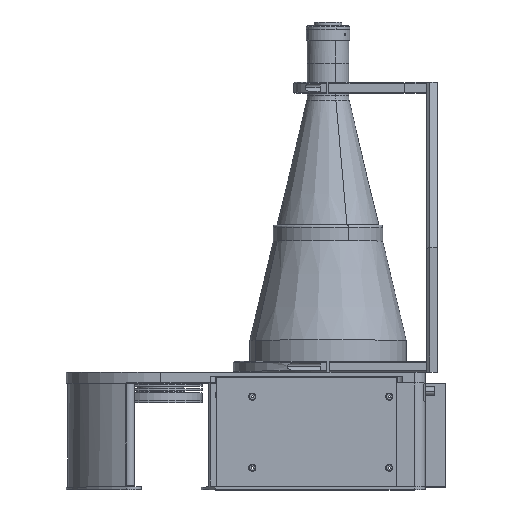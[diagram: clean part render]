
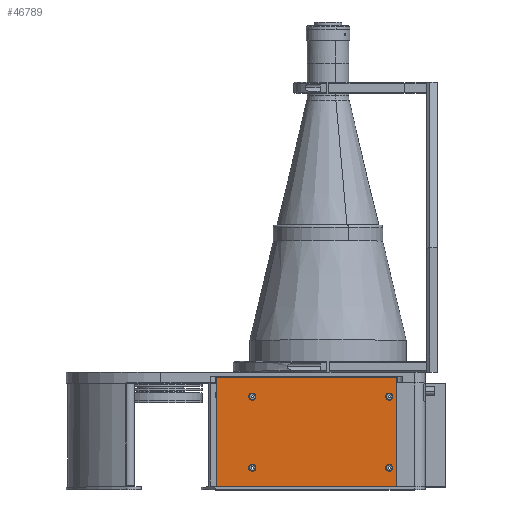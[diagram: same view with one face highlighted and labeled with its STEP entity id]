
A CAD part, top view. The second image highlights one B-rep face of the part: STEP entity #46789.
In plain terms, the highlighted planar face has unit normal (0, 0, 1).
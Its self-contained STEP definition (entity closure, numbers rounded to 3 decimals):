
#478 = EDGE_CURVE ( 'NONE', #24319, #44778, #3694, .T. ) ;
#1193 = VERTEX_POINT ( 'NONE', #50958 ) ;
#1344 = EDGE_CURVE ( 'NONE', #48553, #9141, #19332, .T. ) ;
#1819 = VERTEX_POINT ( 'NONE', #3647 ) ;
#2921 = CARTESIAN_POINT ( 'NONE',  ( -17.312, -161.769, 89.524 ) ) ;
#3647 = CARTESIAN_POINT ( 'NONE',  ( -17.312, -96.769, 89.524 ) ) ;
#3694 = LINE ( 'NONE', #10840, #45284 ) ;
#3724 = DIRECTION ( 'NONE',  ( 0., 0., 1. ) ) ;
#4098 = EDGE_LOOP ( 'NONE', ( #45923, #46764 ) ) ;
#4565 = AXIS2_PLACEMENT_3D ( 'NONE', #5075, #33230, #9146 ) ;
#5075 = CARTESIAN_POINT ( 'NONE',  ( -142.489, -165.019, 89.524 ) ) ;
#5321 = AXIS2_PLACEMENT_3D ( 'NONE', #6908, #35072, #10963 ) ;
#5433 = CIRCLE ( 'NONE', #50564, 3.25 ) ;
#5527 = VERTEX_POINT ( 'NONE', #26645 ) ;
#5689 = AXIS2_PLACEMENT_3D ( 'NONE', #38345, #14217, #42415 ) ;
#5895 = LINE ( 'NONE', #17009, #27288 ) ;
#6908 = CARTESIAN_POINT ( 'NONE',  ( -17.312, -100.019, 89.524 ) ) ;
#7195 = FACE_BOUND ( 'NONE', #51349, .T. ) ;
#7398 = DIRECTION ( 'NONE',  ( 0., -1., 0. ) ) ;
#8437 = ORIENTED_EDGE ( 'NONE', *, *, #1344, .F. ) ;
#9141 = VERTEX_POINT ( 'NONE', #2921 ) ;
#9146 = DIRECTION ( 'NONE',  ( 0., 1., 0. ) ) ;
#9202 = CARTESIAN_POINT ( 'NONE',  ( -175.489, -82.519, 89.524 ) ) ;
#9642 = CARTESIAN_POINT ( 'NONE',  ( -10.489, -182.519, 89.524 ) ) ;
#10229 = CARTESIAN_POINT ( 'NONE',  ( -142.489, -103.269, 89.524 ) ) ;
#10295 = AXIS2_PLACEMENT_3D ( 'NONE', #40847, #16685, #44868 ) ;
#10460 = CIRCLE ( 'NONE', #5689, 3.25 ) ;
#10840 = CARTESIAN_POINT ( 'NONE',  ( -10.489, -82.519, 89.524 ) ) ;
#10963 = DIRECTION ( 'NONE',  ( 0., 1., 0. ) ) ;
#11860 = VERTEX_POINT ( 'NONE', #15463 ) ;
#11942 = CIRCLE ( 'NONE', #5321, 3.25 ) ;
#12066 = CARTESIAN_POINT ( 'NONE',  ( -142.489, -100.019, 89.524 ) ) ;
#12938 = CIRCLE ( 'NONE', #34873, 3.25 ) ;
#13048 = EDGE_CURVE ( 'NONE', #1819, #37595, #5433, .T. ) ;
#13243 = DIRECTION ( 'NONE',  ( -1., 0., 0. ) ) ;
#14217 = DIRECTION ( 'NONE',  ( 0., 0., 1. ) ) ;
#14753 = AXIS2_PLACEMENT_3D ( 'NONE', #31905, #3724, #48085 ) ;
#15463 = CARTESIAN_POINT ( 'NONE',  ( -175.489, -82.519, 89.524 ) ) ;
#16079 = DIRECTION ( 'NONE',  ( 0., 1., 0. ) ) ;
#16451 = CARTESIAN_POINT ( 'NONE',  ( -10.489, -82.519, 89.524 ) ) ;
#16462 = EDGE_CURVE ( 'NONE', #1193, #50187, #32557, .T. ) ;
#16685 = DIRECTION ( 'NONE',  ( 0., 0., 1. ) ) ;
#17009 = CARTESIAN_POINT ( 'NONE',  ( -175.489, -182.519, 89.524 ) ) ;
#17880 = FACE_BOUND ( 'NONE', #29075, .T. ) ;
#18687 = CARTESIAN_POINT ( 'NONE',  ( -17.312, -100.019, 89.524 ) ) ;
#19332 = CIRCLE ( 'NONE', #14753, 3.25 ) ;
#19836 = EDGE_CURVE ( 'NONE', #11860, #5527, #26752, .T. ) ;
#19874 = DIRECTION ( 'NONE',  ( 0., 0., 1. ) ) ;
#21667 = EDGE_CURVE ( 'NONE', #9141, #48553, #10460, .T. ) ;
#22057 = AXIS2_PLACEMENT_3D ( 'NONE', #9202, #37355, #13243 ) ;
#22721 = EDGE_CURVE ( 'NONE', #47571, #27394, #44954, .T. ) ;
#22744 = DIRECTION ( 'NONE',  ( 0., 1., 0. ) ) ;
#23340 = ORIENTED_EDGE ( 'NONE', *, *, #23512, .T. ) ;
#23512 = EDGE_CURVE ( 'NONE', #24319, #11860, #31118, .T. ) ;
#24319 = VERTEX_POINT ( 'NONE', #16451 ) ;
#25512 = VECTOR ( 'NONE', #7398, 1000. ) ;
#25623 = ORIENTED_EDGE ( 'NONE', *, *, #478, .F. ) ;
#26645 = CARTESIAN_POINT ( 'NONE',  ( -175.489, -182.519, 89.524 ) ) ;
#26752 = LINE ( 'NONE', #35582, #25512 ) ;
#27288 = VECTOR ( 'NONE', #32158, 1000. ) ;
#27394 = VERTEX_POINT ( 'NONE', #10229 ) ;
#28526 = EDGE_CURVE ( 'NONE', #37595, #1819, #11942, .T. ) ;
#28595 = FACE_BOUND ( 'NONE', #4098, .T. ) ;
#29075 = EDGE_LOOP ( 'NONE', ( #51729, #8437 ) ) ;
#29426 = ORIENTED_EDGE ( 'NONE', *, *, #37652, .F. ) ;
#29824 = VECTOR ( 'NONE', #33436, 1000. ) ;
#30090 = AXIS2_PLACEMENT_3D ( 'NONE', #12066, #40255, #16079 ) ;
#30909 = DIRECTION ( 'NONE',  ( 0., -1., 0. ) ) ;
#31118 = LINE ( 'NONE', #41757, #29824 ) ;
#31589 = ORIENTED_EDGE ( 'NONE', *, *, #28526, .F. ) ;
#31662 = CARTESIAN_POINT ( 'NONE',  ( -17.312, -103.269, 89.524 ) ) ;
#31905 = CARTESIAN_POINT ( 'NONE',  ( -17.312, -165.019, 89.524 ) ) ;
#31936 = EDGE_LOOP ( 'NONE', ( #41496, #31589 ) ) ;
#32158 = DIRECTION ( 'NONE',  ( -1., 0., 0. ) ) ;
#32557 = CIRCLE ( 'NONE', #10295, 3.25 ) ;
#33230 = DIRECTION ( 'NONE',  ( 0., 0., 1. ) ) ;
#33436 = DIRECTION ( 'NONE',  ( -1., 0., 0. ) ) ;
#34873 = AXIS2_PLACEMENT_3D ( 'NONE', #43987, #19874, #48042 ) ;
#35072 = DIRECTION ( 'NONE',  ( 0., 0., 1. ) ) ;
#35582 = CARTESIAN_POINT ( 'NONE',  ( -175.489, -82.519, 89.524 ) ) ;
#37193 = PLANE ( 'NONE',  #22057 ) ;
#37355 = DIRECTION ( 'NONE',  ( 0., 0., 1. ) ) ;
#37595 = VERTEX_POINT ( 'NONE', #31662 ) ;
#37652 = EDGE_CURVE ( 'NONE', #44778, #5527, #5895, .T. ) ;
#38345 = CARTESIAN_POINT ( 'NONE',  ( -17.312, -165.019, 89.524 ) ) ;
#38410 = CARTESIAN_POINT ( 'NONE',  ( -17.312, -168.269, 89.524 ) ) ;
#39087 = ORIENTED_EDGE ( 'NONE', *, *, #16462, .F. ) ;
#40255 = DIRECTION ( 'NONE',  ( 0., 0., 1. ) ) ;
#40847 = CARTESIAN_POINT ( 'NONE',  ( -142.489, -165.019, 89.524 ) ) ;
#41468 = EDGE_CURVE ( 'NONE', #27394, #47571, #12938, .T. ) ;
#41496 = ORIENTED_EDGE ( 'NONE', *, *, #13048, .F. ) ;
#41757 = CARTESIAN_POINT ( 'NONE',  ( -175.489, -82.519, 89.524 ) ) ;
#42415 = DIRECTION ( 'NONE',  ( 0., 1., 0. ) ) ;
#43681 = EDGE_LOOP ( 'NONE', ( #48203, #29426, #25623, #23340 ) ) ;
#43987 = CARTESIAN_POINT ( 'NONE',  ( -142.489, -100.019, 89.524 ) ) ;
#44234 = CIRCLE ( 'NONE', #4565, 3.25 ) ;
#44778 = VERTEX_POINT ( 'NONE', #9642 ) ;
#44868 = DIRECTION ( 'NONE',  ( 0., 1., 0. ) ) ;
#44954 = CIRCLE ( 'NONE', #30090, 3.25 ) ;
#45284 = VECTOR ( 'NONE', #30909, 1000. ) ;
#45923 = ORIENTED_EDGE ( 'NONE', *, *, #22721, .F. ) ;
#46764 = ORIENTED_EDGE ( 'NONE', *, *, #41468, .F. ) ;
#46789 = ADVANCED_FACE ( 'NONE', ( #28595, #7195, #50033, #17880, #48773 ), #37193, .T. ) ;
#46812 = CARTESIAN_POINT ( 'NONE',  ( -142.489, -96.769, 89.524 ) ) ;
#46890 = DIRECTION ( 'NONE',  ( 0., 0., 1. ) ) ;
#47360 = EDGE_CURVE ( 'NONE', #50187, #1193, #44234, .T. ) ;
#47571 = VERTEX_POINT ( 'NONE', #46812 ) ;
#48042 = DIRECTION ( 'NONE',  ( 0., 1., 0. ) ) ;
#48085 = DIRECTION ( 'NONE',  ( 0., 1., 0. ) ) ;
#48203 = ORIENTED_EDGE ( 'NONE', *, *, #19836, .T. ) ;
#48553 = VERTEX_POINT ( 'NONE', #38410 ) ;
#48773 = FACE_OUTER_BOUND ( 'NONE', #43681, .T. ) ;
#50033 = FACE_BOUND ( 'NONE', #31936, .T. ) ;
#50187 = VERTEX_POINT ( 'NONE', #50604 ) ;
#50564 = AXIS2_PLACEMENT_3D ( 'NONE', #18687, #46890, #22744 ) ;
#50604 = CARTESIAN_POINT ( 'NONE',  ( -142.489, -168.269, 89.524 ) ) ;
#50958 = CARTESIAN_POINT ( 'NONE',  ( -142.489, -161.769, 89.524 ) ) ;
#51349 = EDGE_LOOP ( 'NONE', ( #39087, #51660 ) ) ;
#51660 = ORIENTED_EDGE ( 'NONE', *, *, #47360, .F. ) ;
#51729 = ORIENTED_EDGE ( 'NONE', *, *, #21667, .F. ) ;
